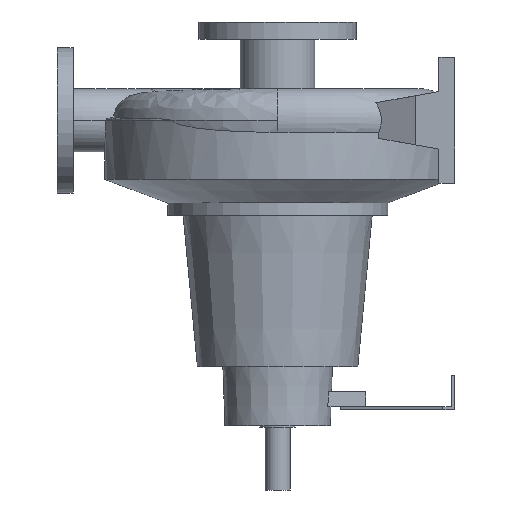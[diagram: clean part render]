
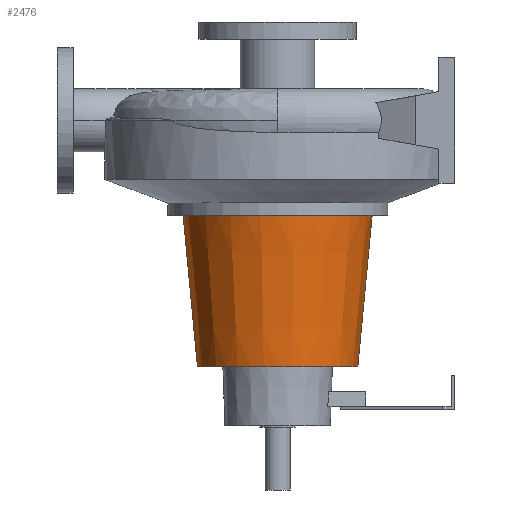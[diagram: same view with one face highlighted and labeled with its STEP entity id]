
A CAD part, left-side view. The second image highlights one B-rep face of the part: STEP entity #2476.
In plain terms, the highlighted conical face has half-angle 5.404 degrees and reference radius 102 mm.
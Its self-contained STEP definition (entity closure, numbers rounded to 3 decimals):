
#30 = VECTOR ( 'NONE', #919, 1000. ) ;
#213 = CARTESIAN_POINT ( 'NONE',  ( 0., 120.162, -121. ) ) ;
#265 = ORIENTED_EDGE ( 'NONE', *, *, #2986, .F. ) ;
#685 = DIRECTION ( 'NONE',  ( 0., -1., 0. ) ) ;
#868 = VERTEX_POINT ( 'NONE', #6368 ) ;
#897 = EDGE_CURVE ( 'NONE', #1228, #3433, #6976, .T. ) ;
#918 = CIRCLE ( 'NONE', #5946, 102. ) ;
#919 = DIRECTION ( 'NONE',  ( 0., 0.094, 0.996 ) ) ;
#933 = CONICAL_SURFACE ( 'NONE', #1615, 102., 0.094 ) ;
#1228 = VERTEX_POINT ( 'NONE', #3300 ) ;
#1450 = CARTESIAN_POINT ( 'NONE',  ( 0., 102., -313. ) ) ;
#1518 = EDGE_CURVE ( 'NONE', #868, #1228, #918, .T. ) ;
#1615 = AXIS2_PLACEMENT_3D ( 'NONE', #3864, #2282, #6115 ) ;
#1709 = DIRECTION ( 'NONE',  ( 0., 0., 1. ) ) ;
#1756 = DIRECTION ( 'NONE',  ( 0., 0., 1. ) ) ;
#2141 = DIRECTION ( 'NONE',  ( 0., -0.094, 0.996 ) ) ;
#2218 = FACE_OUTER_BOUND ( 'NONE', #2414, .T. ) ;
#2282 = DIRECTION ( 'NONE',  ( 0., 0., 1. ) ) ;
#2370 = EDGE_CURVE ( 'NONE', #2517, #3433, #5390, .T. ) ;
#2414 = EDGE_LOOP ( 'NONE', ( #265, #6933, #4907, #5470 ) ) ;
#2476 = ADVANCED_FACE ( 'NONE', ( #2218 ), #933, .T. ) ;
#2517 = VERTEX_POINT ( 'NONE', #213 ) ;
#2986 = EDGE_CURVE ( 'NONE', #868, #2517, #6203, .T. ) ;
#3300 = CARTESIAN_POINT ( 'NONE',  ( 0., -102., -313. ) ) ;
#3433 = VERTEX_POINT ( 'NONE', #4597 ) ;
#3864 = CARTESIAN_POINT ( 'NONE',  ( 0., 0., -313. ) ) ;
#4480 = CARTESIAN_POINT ( 'NONE',  ( 0., 0., -313. ) ) ;
#4597 = CARTESIAN_POINT ( 'NONE',  ( 0., -120.162, -121. ) ) ;
#4907 = ORIENTED_EDGE ( 'NONE', *, *, #897, .T. ) ;
#5025 = VECTOR ( 'NONE', #2141, 1000. ) ;
#5390 = CIRCLE ( 'NONE', #6735, 120.162 ) ;
#5470 = ORIENTED_EDGE ( 'NONE', *, *, #2370, .F. ) ;
#5547 = DIRECTION ( 'NONE',  ( 0., -1., 0. ) ) ;
#5946 = AXIS2_PLACEMENT_3D ( 'NONE', #4480, #1756, #685 ) ;
#6115 = DIRECTION ( 'NONE',  ( 0., -1., 0. ) ) ;
#6203 = LINE ( 'NONE', #1450, #30 ) ;
#6368 = CARTESIAN_POINT ( 'NONE',  ( 0., 102., -313. ) ) ;
#6576 = CARTESIAN_POINT ( 'NONE',  ( 0., 0., -121. ) ) ;
#6735 = AXIS2_PLACEMENT_3D ( 'NONE', #6576, #1709, #5547 ) ;
#6933 = ORIENTED_EDGE ( 'NONE', *, *, #1518, .T. ) ;
#6976 = LINE ( 'NONE', #7041, #5025 ) ;
#7041 = CARTESIAN_POINT ( 'NONE',  ( 0., -102., -313. ) ) ;
